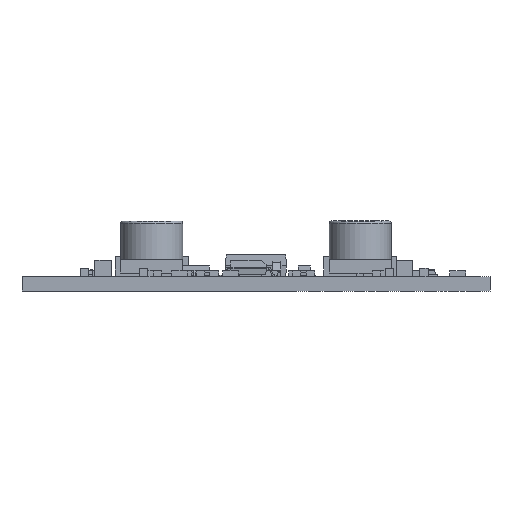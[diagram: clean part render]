
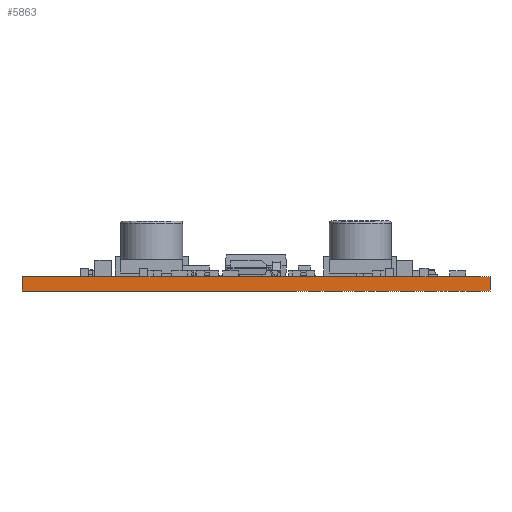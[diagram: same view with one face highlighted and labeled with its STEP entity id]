
A CAD part, left-side view. The second image highlights one B-rep face of the part: STEP entity #5863.
In plain terms, the highlighted planar face has unit normal (-1, 0, 0).
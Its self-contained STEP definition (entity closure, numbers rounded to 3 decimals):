
#2565 = VERTEX_POINT ( 'NONE', #12714 ) ;
#3947 = ORIENTED_EDGE ( 'NONE', *, *, #18632, .F. ) ;
#5756 = CARTESIAN_POINT ( 'NONE',  ( 0., 51.308, 1.575 ) ) ;
#5863 = ADVANCED_FACE ( 'NONE', ( #64942 ), #51297, .F. ) ;
#5977 = ORIENTED_EDGE ( 'NONE', *, *, #24804, .F. ) ;
#11052 = DIRECTION ( 'NONE',  ( 0., -1., 0. ) ) ;
#12714 = CARTESIAN_POINT ( 'NONE',  ( 0., 51.308, 0. ) ) ;
#16902 = VECTOR ( 'NONE', #21366, 1000. ) ;
#16964 = VERTEX_POINT ( 'NONE', #22001 ) ;
#18632 = EDGE_CURVE ( 'NONE', #68955, #16964, #76157, .T. ) ;
#19083 = CARTESIAN_POINT ( 'NONE',  ( 0., 0., 1.575 ) ) ;
#19421 = DIRECTION ( 'NONE',  ( 0., 0., -1. ) ) ;
#21366 = DIRECTION ( 'NONE',  ( 0., 0., -1. ) ) ;
#22001 = CARTESIAN_POINT ( 'NONE',  ( 0., 0., 1.575 ) ) ;
#23978 = VECTOR ( 'NONE', #60657, 1000. ) ;
#24740 = EDGE_CURVE ( 'NONE', #2565, #63404, #28029, .T. ) ;
#24804 = EDGE_CURVE ( 'NONE', #16964, #63404, #44018, .T. ) ;
#28029 = LINE ( 'NONE', #73801, #23978 ) ;
#31401 = LINE ( 'NONE', #37386, #42413 ) ;
#37386 = CARTESIAN_POINT ( 'NONE',  ( 0., 51.308, 1.575 ) ) ;
#40382 = EDGE_LOOP ( 'NONE', ( #50424, #5977, #3947, #55805 ) ) ;
#42413 = VECTOR ( 'NONE', #19421, 1000. ) ;
#43837 = AXIS2_PLACEMENT_3D ( 'NONE', #19083, #45430, #51859 ) ;
#44018 = LINE ( 'NONE', #80280, #16902 ) ;
#45430 = DIRECTION ( 'NONE',  ( 1., 0., 0. ) ) ;
#49313 = CARTESIAN_POINT ( 'NONE',  ( 0., 0., 0. ) ) ;
#50424 = ORIENTED_EDGE ( 'NONE', *, *, #24740, .T. ) ;
#51297 = PLANE ( 'NONE',  #43837 ) ;
#51859 = DIRECTION ( 'NONE',  ( 0., 0., -1. ) ) ;
#55375 = CARTESIAN_POINT ( 'NONE',  ( 0., 0., 1.575 ) ) ;
#55805 = ORIENTED_EDGE ( 'NONE', *, *, #80515, .T. ) ;
#60657 = DIRECTION ( 'NONE',  ( 0., -1., 0. ) ) ;
#63404 = VERTEX_POINT ( 'NONE', #49313 ) ;
#64942 = FACE_OUTER_BOUND ( 'NONE', #40382, .T. ) ;
#68955 = VERTEX_POINT ( 'NONE', #5756 ) ;
#73801 = CARTESIAN_POINT ( 'NONE',  ( 0., 0., 0. ) ) ;
#76157 = LINE ( 'NONE', #55375, #82171 ) ;
#80280 = CARTESIAN_POINT ( 'NONE',  ( 0., 0., 1.575 ) ) ;
#80515 = EDGE_CURVE ( 'NONE', #68955, #2565, #31401, .T. ) ;
#82171 = VECTOR ( 'NONE', #11052, 1000. ) ;
